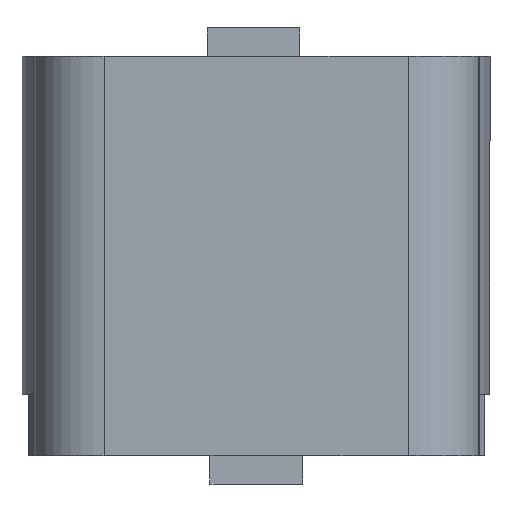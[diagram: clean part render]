
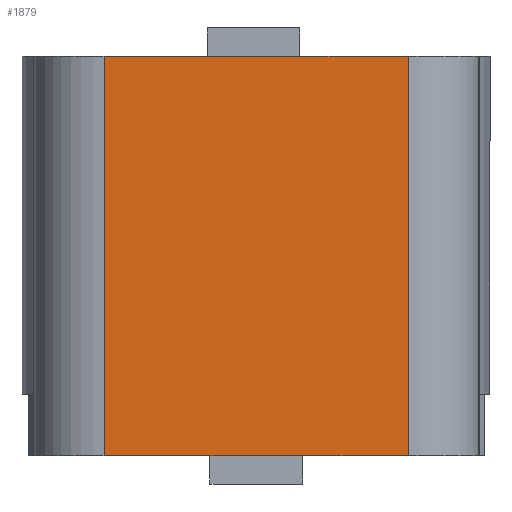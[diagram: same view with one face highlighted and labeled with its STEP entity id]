
A CAD part, front view. The second image highlights one B-rep face of the part: STEP entity #1879.
In plain terms, the highlighted planar face has unit normal (0, -1, 0).
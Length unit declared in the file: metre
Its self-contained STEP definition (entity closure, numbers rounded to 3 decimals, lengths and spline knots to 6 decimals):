
#5 = ORIENTED_EDGE ( 'NONE', *, *, #1958, .F. ) ;
#7 = DIRECTION ( 'NONE',  ( 0., 0., 1. ) ) ;
#21 = ORIENTED_EDGE ( 'NONE', *, *, #75, .F. ) ;
#34 = FACE_OUTER_BOUND ( 'NONE', #2430, .T. ) ;
#75 = EDGE_CURVE ( 'NONE', #1737, #1698, #2255, .T. ) ;
#93 = DIRECTION ( 'NONE',  ( -1., 0., 0. ) ) ;
#141 = VECTOR ( 'NONE', #1374, 1. ) ;
#190 = EDGE_CURVE ( 'NONE', #1698, #1583, #1377, .T. ) ;
#219 = CARTESIAN_POINT ( 'NONE',  ( -0.002714, 0., 0.007112 ) ) ;
#252 = CARTESIAN_POINT ( 'NONE',  ( -0.002714, 0., 0.007112 ) ) ;
#297 = CARTESIAN_POINT ( 'NONE',  ( -0.000877, 0., 0.007112 ) ) ;
#322 = EDGE_CURVE ( 'NONE', #1737, #1031, #607, .T. ) ;
#358 = EDGE_CURVE ( 'NONE', #2087, #716, #1257, .T. ) ;
#373 = CARTESIAN_POINT ( 'NONE',  ( 0.000774, 0., 0.007112 ) ) ;
#385 = VECTOR ( 'NONE', #2601, 1. ) ;
#400 = EDGE_CURVE ( 'NONE', #1213, #1583, #769, .T. ) ;
#429 = ORIENTED_EDGE ( 'NONE', *, *, #322, .T. ) ;
#462 = DIRECTION ( 'NONE',  ( -1., 0., 0. ) ) ;
#607 = LINE ( 'NONE', #765, #2377 ) ;
#657 = VERTEX_POINT ( 'NONE', #373 ) ;
#661 = CARTESIAN_POINT ( 'NONE',  ( 0., 0., 0.007112 ) ) ;
#716 = VERTEX_POINT ( 'NONE', #846 ) ;
#719 = CARTESIAN_POINT ( 'NONE',  ( 0.002714, 0., 0.007112 ) ) ;
#730 = LINE ( 'NONE', #1193, #141 ) ;
#765 = CARTESIAN_POINT ( 'NONE',  ( -0.000826, 0., 0. ) ) ;
#769 = LINE ( 'NONE', #2497, #2309 ) ;
#846 = CARTESIAN_POINT ( 'NONE',  ( 0.002714, 0., 0. ) ) ;
#963 = LINE ( 'NONE', #2224, #2510 ) ;
#1031 = VERTEX_POINT ( 'NONE', #2226 ) ;
#1104 = CARTESIAN_POINT ( 'NONE',  ( -0.002714, 0., 0. ) ) ;
#1111 = DIRECTION ( 'NONE',  ( 0., 1., 0. ) ) ;
#1193 = CARTESIAN_POINT ( 'NONE',  ( 0., 0., 0.007112 ) ) ;
#1213 = VERTEX_POINT ( 'NONE', #297 ) ;
#1239 = ORIENTED_EDGE ( 'NONE', *, *, #400, .T. ) ;
#1257 = LINE ( 'NONE', #2158, #1816 ) ;
#1356 = EDGE_CURVE ( 'NONE', #1213, #657, #730, .T. ) ;
#1359 = DIRECTION ( 'NONE',  ( 1., 0., 0. ) ) ;
#1374 = DIRECTION ( 'NONE',  ( 1., 0., 0. ) ) ;
#1377 = LINE ( 'NONE', #252, #1676 ) ;
#1429 = VECTOR ( 'NONE', #1602, 1. ) ;
#1583 = VERTEX_POINT ( 'NONE', #2223 ) ;
#1602 = DIRECTION ( 'NONE',  ( -1., 0., 0. ) ) ;
#1676 = VECTOR ( 'NONE', #7, 1. ) ;
#1698 = VERTEX_POINT ( 'NONE', #1104 ) ;
#1737 = VERTEX_POINT ( 'NONE', #1869 ) ;
#1742 = ORIENTED_EDGE ( 'NONE', *, *, #190, .F. ) ;
#1816 = VECTOR ( 'NONE', #2333, 1. ) ;
#1869 = CARTESIAN_POINT ( 'NONE',  ( -0.000826, 0., 0. ) ) ;
#1879 = ADVANCED_FACE ( 'NONE', ( #34 ), #2365, .F. ) ;
#1956 = ORIENTED_EDGE ( 'NONE', *, *, #1356, .F. ) ;
#1958 = EDGE_CURVE ( 'NONE', #716, #1031, #963, .T. ) ;
#1995 = LINE ( 'NONE', #219, #1429 ) ;
#2087 = VERTEX_POINT ( 'NONE', #719 ) ;
#2153 = CARTESIAN_POINT ( 'NONE',  ( -0.002714, 0., 0. ) ) ;
#2158 = CARTESIAN_POINT ( 'NONE',  ( 0.002714, 0., 0.007112 ) ) ;
#2223 = CARTESIAN_POINT ( 'NONE',  ( -0.002714, 0., 0.007112 ) ) ;
#2224 = CARTESIAN_POINT ( 'NONE',  ( -0.002714, 0., 0. ) ) ;
#2226 = CARTESIAN_POINT ( 'NONE',  ( 0.000825, 0., 0. ) ) ;
#2252 = ORIENTED_EDGE ( 'NONE', *, *, #2609, .T. ) ;
#2255 = LINE ( 'NONE', #2153, #385 ) ;
#2274 = ORIENTED_EDGE ( 'NONE', *, *, #358, .F. ) ;
#2309 = VECTOR ( 'NONE', #2446, 1. ) ;
#2333 = DIRECTION ( 'NONE',  ( 0., 0., -1. ) ) ;
#2365 = PLANE ( 'NONE',  #2458 ) ;
#2377 = VECTOR ( 'NONE', #1359, 1. ) ;
#2430 = EDGE_LOOP ( 'NONE', ( #429, #5, #2274, #2252, #1956, #1239, #1742, #21 ) ) ;
#2446 = DIRECTION ( 'NONE',  ( -1., 0., 0. ) ) ;
#2458 = AXIS2_PLACEMENT_3D ( 'NONE', #661, #1111, #462 ) ;
#2497 = CARTESIAN_POINT ( 'NONE',  ( -0.002714, 0., 0.007112 ) ) ;
#2510 = VECTOR ( 'NONE', #93, 1. ) ;
#2601 = DIRECTION ( 'NONE',  ( -1., 0., 0. ) ) ;
#2609 = EDGE_CURVE ( 'NONE', #2087, #657, #1995, .T. ) ;
